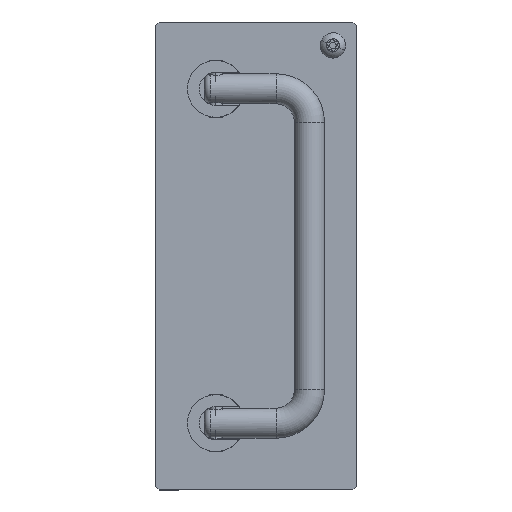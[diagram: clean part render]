
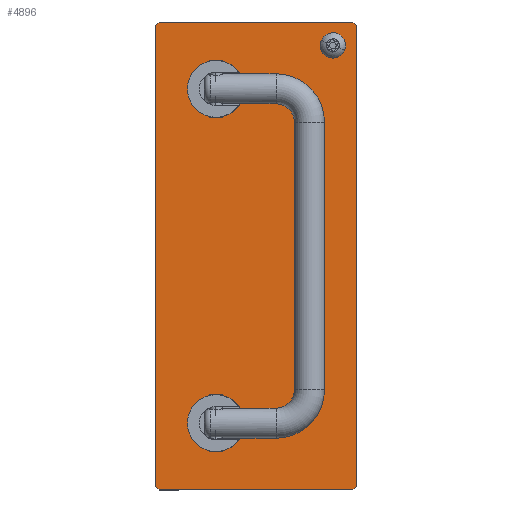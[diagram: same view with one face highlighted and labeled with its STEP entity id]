
A CAD part, left-side view. The second image highlights one B-rep face of the part: STEP entity #4896.
In plain terms, the highlighted face is planar.
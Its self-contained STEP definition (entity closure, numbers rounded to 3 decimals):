
#151 = ORIENTED_EDGE ( 'NONE', *, *, #1601, .F. ) ;
#186 = DIRECTION ( 'NONE',  ( 0., 0., 1. ) ) ;
#367 = CARTESIAN_POINT ( 'NONE',  ( 70., 1., 29. ) ) ;
#381 = DIRECTION ( 'NONE',  ( -0.707, 0., 0.707 ) ) ;
#390 = ORIENTED_EDGE ( 'NONE', *, *, #4882, .T. ) ;
#425 = VERTEX_POINT ( 'NONE', #3438 ) ;
#598 = ORIENTED_EDGE ( 'NONE', *, *, #1926, .F. ) ;
#682 = CARTESIAN_POINT ( 'NONE',  ( 63., 1., 22. ) ) ;
#727 = CARTESIAN_POINT ( 'NONE',  ( -50., 1., -6.9 ) ) ;
#744 = VECTOR ( 'NONE', #2419, 1000. ) ;
#805 = EDGE_LOOP ( 'NONE', ( #598, #4013 ) ) ;
#944 = ORIENTED_EDGE ( 'NONE', *, *, #4750, .T. ) ;
#1033 = DIRECTION ( 'NONE',  ( -0.707, 0., -0.707 ) ) ;
#1036 = VERTEX_POINT ( 'NONE', #2462 ) ;
#1045 = LINE ( 'NONE', #2594, #3256 ) ;
#1057 = CARTESIAN_POINT ( 'NONE',  ( 50., 1., -6.9 ) ) ;
#1064 = FACE_BOUND ( 'NONE', #805, .T. ) ;
#1073 = ORIENTED_EDGE ( 'NONE', *, *, #4002, .T. ) ;
#1102 = DIRECTION ( 'NONE',  ( 0., 1., 0. ) ) ;
#1103 = CARTESIAN_POINT ( 'NONE',  ( -70., 1., 29. ) ) ;
#1123 = DIRECTION ( 'NONE',  ( 0., 0., 1. ) ) ;
#1189 = VECTOR ( 'NONE', #2877, 1000. ) ;
#1238 = AXIS2_PLACEMENT_3D ( 'NONE', #2575, #4180, #186 ) ;
#1255 = CARTESIAN_POINT ( 'NONE',  ( -70., 1., 30. ) ) ;
#1270 = EDGE_CURVE ( 'NONE', #1896, #1654, #4739, .T. ) ;
#1293 = ORIENTED_EDGE ( 'NONE', *, *, #3072, .T. ) ;
#1299 = EDGE_CURVE ( 'NONE', #425, #3406, #1728, .T. ) ;
#1301 = LINE ( 'NONE', #4078, #1189 ) ;
#1311 = ORIENTED_EDGE ( 'NONE', *, *, #1270, .T. ) ;
#1330 = EDGE_CURVE ( 'NONE', #1654, #3602, #2526, .T. ) ;
#1414 = CARTESIAN_POINT ( 'NONE',  ( -70., 1., -29. ) ) ;
#1451 = CARTESIAN_POINT ( 'NONE',  ( 50., 1., -12. ) ) ;
#1452 = DIRECTION ( 'NONE',  ( 0., 0., -1. ) ) ;
#1472 = ORIENTED_EDGE ( 'NONE', *, *, #1299, .F. ) ;
#1541 = EDGE_CURVE ( 'NONE', #3406, #425, #2858, .T. ) ;
#1581 = DIRECTION ( 'NONE',  ( 0., 1., 0. ) ) ;
#1599 = DIRECTION ( 'NONE',  ( 0., 0., 1. ) ) ;
#1601 = EDGE_CURVE ( 'NONE', #1036, #3388, #2618, .T. ) ;
#1605 = CARTESIAN_POINT ( 'NONE',  ( -70., 1., -29. ) ) ;
#1654 = VERTEX_POINT ( 'NONE', #2876 ) ;
#1728 = CIRCLE ( 'NONE', #1238, 5.1 ) ;
#1777 = CIRCLE ( 'NONE', #2577, 1. ) ;
#1821 = CARTESIAN_POINT ( 'NONE',  ( -69., 1., -30. ) ) ;
#1838 = FACE_BOUND ( 'NONE', #3597, .T. ) ;
#1886 = CIRCLE ( 'NONE', #3494, 5.1 ) ;
#1896 = VERTEX_POINT ( 'NONE', #4218 ) ;
#1926 = EDGE_CURVE ( 'NONE', #2611, #4332, #3481, .T. ) ;
#1962 = CARTESIAN_POINT ( 'NONE',  ( 70., 1., 30. ) ) ;
#2032 = VERTEX_POINT ( 'NONE', #2313 ) ;
#2049 = LINE ( 'NONE', #4446, #3167 ) ;
#2088 = CARTESIAN_POINT ( 'NONE',  ( 63., 1., 23. ) ) ;
#2116 = AXIS2_PLACEMENT_3D ( 'NONE', #4887, #4931, #1452 ) ;
#2313 = CARTESIAN_POINT ( 'NONE',  ( 69., 1., -30. ) ) ;
#2335 = DIRECTION ( 'NONE',  ( 0., 0., -1. ) ) ;
#2349 = VECTOR ( 'NONE', #381, 1000. ) ;
#2384 = DIRECTION ( 'NONE',  ( 0., 0., -1. ) ) ;
#2417 = VERTEX_POINT ( 'NONE', #4693 ) ;
#2419 = DIRECTION ( 'NONE',  ( 1., 0., 0. ) ) ;
#2462 = CARTESIAN_POINT ( 'NONE',  ( 63., 1., 24. ) ) ;
#2493 = ORIENTED_EDGE ( 'NONE', *, *, #1330, .T. ) ;
#2526 = LINE ( 'NONE', #4109, #4732 ) ;
#2552 = DIRECTION ( 'NONE',  ( 0.707, 0., -0.707 ) ) ;
#2575 = CARTESIAN_POINT ( 'NONE',  ( -50., 1., -12. ) ) ;
#2577 = AXIS2_PLACEMENT_3D ( 'NONE', #3819, #1581, #1123 ) ;
#2594 = CARTESIAN_POINT ( 'NONE',  ( -70., 1., 30. ) ) ;
#2611 = VERTEX_POINT ( 'NONE', #1057 ) ;
#2618 = CIRCLE ( 'NONE', #3755, 1. ) ;
#2690 = EDGE_CURVE ( 'NONE', #2417, #2032, #3317, .T. ) ;
#2709 = DIRECTION ( 'NONE',  ( 0., 1., 0. ) ) ;
#2772 = DIRECTION ( 'NONE',  ( 0., 1., 0. ) ) ;
#2858 = CIRCLE ( 'NONE', #3263, 5.1 ) ;
#2876 = CARTESIAN_POINT ( 'NONE',  ( 69., 1., 30. ) ) ;
#2877 = DIRECTION ( 'NONE',  ( 0.707, 0., 0.707 ) ) ;
#2893 = VERTEX_POINT ( 'NONE', #1414 ) ;
#2984 = CARTESIAN_POINT ( 'NONE',  ( 50., 1., -17.1 ) ) ;
#3072 = EDGE_CURVE ( 'NONE', #3602, #2417, #3960, .T. ) ;
#3122 = ORIENTED_EDGE ( 'NONE', *, *, #1541, .F. ) ;
#3167 = VECTOR ( 'NONE', #3267, 1000. ) ;
#3256 = VECTOR ( 'NONE', #3791, 1000. ) ;
#3263 = AXIS2_PLACEMENT_3D ( 'NONE', #3511, #1102, #3796 ) ;
#3267 = DIRECTION ( 'NONE',  ( -1., 0., 0. ) ) ;
#3285 = EDGE_LOOP ( 'NONE', ( #3122, #1472 ) ) ;
#3299 = PLANE ( 'NONE',  #2116 ) ;
#3317 = LINE ( 'NONE', #4878, #4054 ) ;
#3376 = FACE_BOUND ( 'NONE', #3285, .T. ) ;
#3388 = VERTEX_POINT ( 'NONE', #682 ) ;
#3406 = VERTEX_POINT ( 'NONE', #727 ) ;
#3438 = CARTESIAN_POINT ( 'NONE',  ( -50., 1., -17.1 ) ) ;
#3467 = LINE ( 'NONE', #1605, #2349 ) ;
#3481 = CIRCLE ( 'NONE', #4470, 5.1 ) ;
#3494 = AXIS2_PLACEMENT_3D ( 'NONE', #1451, #2709, #3544 ) ;
#3508 = EDGE_CURVE ( 'NONE', #4332, #2611, #1886, .T. ) ;
#3511 = CARTESIAN_POINT ( 'NONE',  ( -50., 1., -12. ) ) ;
#3544 = DIRECTION ( 'NONE',  ( 0., 0., -1. ) ) ;
#3597 = EDGE_LOOP ( 'NONE', ( #151, #4202 ) ) ;
#3602 = VERTEX_POINT ( 'NONE', #367 ) ;
#3699 = EDGE_CURVE ( 'NONE', #2032, #4922, #2049, .T. ) ;
#3713 = ORIENTED_EDGE ( 'NONE', *, *, #2690, .T. ) ;
#3755 = AXIS2_PLACEMENT_3D ( 'NONE', #2088, #2772, #1599 ) ;
#3790 = CARTESIAN_POINT ( 'NONE',  ( 50., 1., -12. ) ) ;
#3791 = DIRECTION ( 'NONE',  ( 0., 0., 1. ) ) ;
#3796 = DIRECTION ( 'NONE',  ( 0., 0., 1. ) ) ;
#3819 = CARTESIAN_POINT ( 'NONE',  ( 63., 1., 23. ) ) ;
#3835 = DIRECTION ( 'NONE',  ( 0., 1., 0. ) ) ;
#3938 = EDGE_LOOP ( 'NONE', ( #1293, #3713, #4368, #1073, #390, #944, #1311, #2493 ) ) ;
#3960 = LINE ( 'NONE', #1962, #4635 ) ;
#4002 = EDGE_CURVE ( 'NONE', #4922, #2893, #3467, .T. ) ;
#4013 = ORIENTED_EDGE ( 'NONE', *, *, #3508, .F. ) ;
#4054 = VECTOR ( 'NONE', #1033, 1000. ) ;
#4078 = CARTESIAN_POINT ( 'NONE',  ( -69., 1., 30. ) ) ;
#4109 = CARTESIAN_POINT ( 'NONE',  ( 70., 1., 29. ) ) ;
#4180 = DIRECTION ( 'NONE',  ( 0., 1., 0. ) ) ;
#4202 = ORIENTED_EDGE ( 'NONE', *, *, #4419, .F. ) ;
#4218 = CARTESIAN_POINT ( 'NONE',  ( -69., 1., 30. ) ) ;
#4332 = VERTEX_POINT ( 'NONE', #2984 ) ;
#4368 = ORIENTED_EDGE ( 'NONE', *, *, #3699, .T. ) ;
#4419 = EDGE_CURVE ( 'NONE', #3388, #1036, #1777, .T. ) ;
#4425 = VERTEX_POINT ( 'NONE', #1103 ) ;
#4446 = CARTESIAN_POINT ( 'NONE',  ( -70., 1., -30. ) ) ;
#4470 = AXIS2_PLACEMENT_3D ( 'NONE', #3790, #3835, #2335 ) ;
#4509 = FACE_OUTER_BOUND ( 'NONE', #3938, .T. ) ;
#4635 = VECTOR ( 'NONE', #2384, 1000. ) ;
#4693 = CARTESIAN_POINT ( 'NONE',  ( 70., 1., -29. ) ) ;
#4732 = VECTOR ( 'NONE', #2552, 1000. ) ;
#4739 = LINE ( 'NONE', #1255, #744 ) ;
#4750 = EDGE_CURVE ( 'NONE', #4425, #1896, #1301, .T. ) ;
#4878 = CARTESIAN_POINT ( 'NONE',  ( 69., 1., -30. ) ) ;
#4882 = EDGE_CURVE ( 'NONE', #2893, #4425, #1045, .T. ) ;
#4887 = CARTESIAN_POINT ( 'NONE',  ( 70., 1., -30. ) ) ;
#4896 = ADVANCED_FACE ( 'NONE', ( #1838, #1064, #3376, #4509 ), #3299, .F. ) ;
#4922 = VERTEX_POINT ( 'NONE', #1821 ) ;
#4931 = DIRECTION ( 'NONE',  ( 0., -1., 0. ) ) ;
